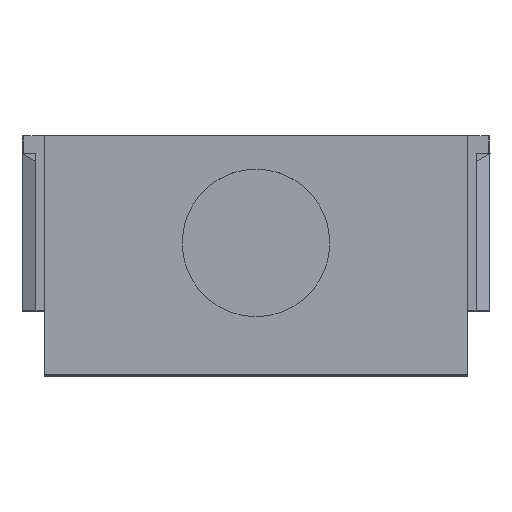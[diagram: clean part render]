
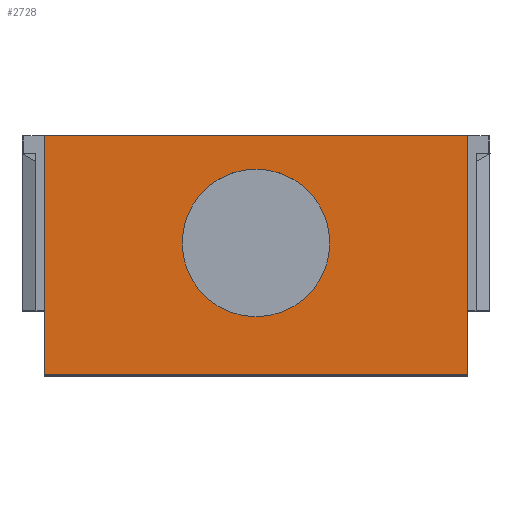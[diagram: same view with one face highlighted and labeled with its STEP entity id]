
A CAD part, top view. The second image highlights one B-rep face of the part: STEP entity #2728.
In plain terms, the highlighted face is planar.
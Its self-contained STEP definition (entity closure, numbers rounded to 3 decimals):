
#66=FACE_BOUND('',#509,.T.);
#186=PLANE('',#2970);
#327=FACE_OUTER_BOUND('',#508,.T.);
#508=EDGE_LOOP('',(#2491,#2492,#2493,#2494));
#509=EDGE_LOOP('',(#2495));
#656=LINE('',#4103,#958);
#668=LINE('',#4127,#970);
#708=LINE('',#4239,#1010);
#794=LINE('',#4421,#1096);
#958=VECTOR('',#3351,10.);
#970=VECTOR('',#3371,10.);
#1010=VECTOR('',#3475,10.);
#1096=VECTOR('',#3649,10.);
#1194=CIRCLE('',#2966,21.1);
#1317=VERTEX_POINT('',#4097);
#1319=VERTEX_POINT('',#4101);
#1326=VERTEX_POINT('',#4124);
#1327=VERTEX_POINT('',#4126);
#1420=VERTEX_POINT('',#4423);
#1620=EDGE_CURVE('',#1317,#1319,#656,.T.);
#1632=EDGE_CURVE('',#1326,#1327,#668,.T.);
#1688=EDGE_CURVE('',#1327,#1319,#708,.T.);
#1780=EDGE_CURVE('',#1326,#1317,#794,.T.);
#1781=EDGE_CURVE('',#1420,#1420,#1194,.T.);
#2491=ORIENTED_EDGE('',*,*,#1688,.F.);
#2492=ORIENTED_EDGE('',*,*,#1632,.F.);
#2493=ORIENTED_EDGE('',*,*,#1780,.T.);
#2494=ORIENTED_EDGE('',*,*,#1620,.T.);
#2495=ORIENTED_EDGE('',*,*,#1781,.T.);
#2728=ADVANCED_FACE('',(#327,#66),#186,.T.);
#2966=AXIS2_PLACEMENT_3D('',#4424,#3652,#3653);
#2970=AXIS2_PLACEMENT_3D('',#4430,#3661,#3662);
#3351=DIRECTION('',(0.,0.,-1.));
#3371=DIRECTION('',(0.,0.,-1.));
#3475=DIRECTION('',(-1.,0.,0.));
#3649=DIRECTION('',(-1.,0.,0.));
#3652=DIRECTION('center_axis',(0.,1.,0.));
#3653=DIRECTION('ref_axis',(1.,0.,0.));
#3661=DIRECTION('center_axis',(0.,-1.,0.));
#3662=DIRECTION('ref_axis',(1.,0.,0.));
#4097=CARTESIAN_POINT('',(-60.5,-23.1,68.3));
#4101=CARTESIAN_POINT('',(-60.5,-23.1,0.));
#4103=CARTESIAN_POINT('',(-60.5,-23.1,68.3));
#4124=CARTESIAN_POINT('',(60.5,-23.1,68.3));
#4126=CARTESIAN_POINT('',(60.5,-23.1,0.));
#4127=CARTESIAN_POINT('',(60.5,-23.1,68.3));
#4239=CARTESIAN_POINT('',(60.5,-23.1,0.));
#4421=CARTESIAN_POINT('',(60.5,-23.1,68.3));
#4423=CARTESIAN_POINT('',(-21.1,-23.1,37.7));
#4424=CARTESIAN_POINT('Origin',(0.,-23.1,37.7));
#4430=CARTESIAN_POINT('Origin',(-37.4,-23.1,0.));
